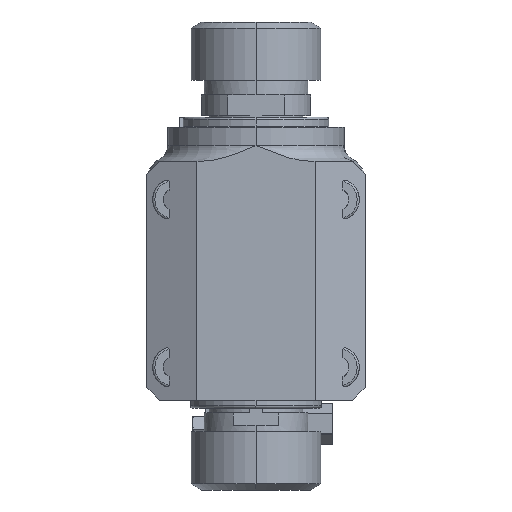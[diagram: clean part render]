
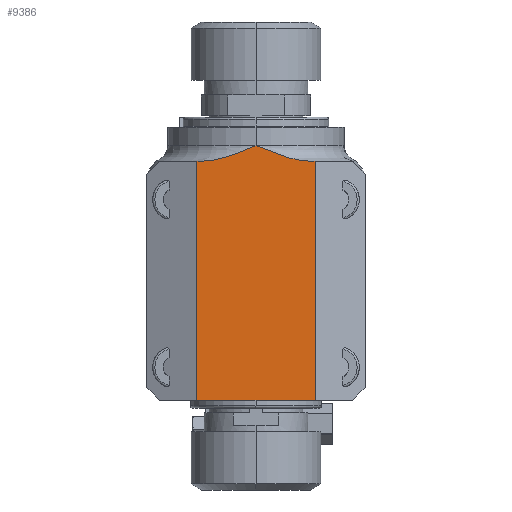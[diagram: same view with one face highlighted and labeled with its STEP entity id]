
A CAD part, left-side view. The second image highlights one B-rep face of the part: STEP entity #9386.
In plain terms, the highlighted planar face has unit normal (-1, 0, 0).
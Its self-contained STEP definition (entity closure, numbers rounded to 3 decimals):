
#2072=DIRECTION('',(0.,1.,0.));
#2073=VECTOR('',#2072,1.628);
#2074=CARTESIAN_POINT('',(-134.,21.071,47.));
#2075=LINE('',#2074,#2073);
#2076=DIRECTION('',(0.,1.,0.));
#2077=VECTOR('',#2076,1.628);
#2078=CARTESIAN_POINT('',(-134.,-22.699,47.));
#2079=LINE('',#2078,#2077);
#2080=DIRECTION('',(0.,0.,1.));
#2081=VECTOR('',#2080,92.);
#2082=CARTESIAN_POINT('',(-134.,-22.699,-45.));
#2083=LINE('',#2082,#2081);
#2084=DIRECTION('',(0.,1.,0.));
#2085=VECTOR('',#2084,45.399);
#2086=CARTESIAN_POINT('',(-134.,-22.699,-45.));
#2087=LINE('',#2086,#2085);
#2088=DIRECTION('',(0.,0.,1.));
#2089=VECTOR('',#2088,92.);
#2090=CARTESIAN_POINT('',(-134.,22.699,-45.));
#2091=LINE('',#2090,#2089);
#2131=CARTESIAN_POINT('',(-134.,21.071,47.));
#2132=CARTESIAN_POINT('',(-134.,20.752,47.));
#2133=CARTESIAN_POINT('',(-134.,20.112,47.014));
#2134=CARTESIAN_POINT('',(-134.,19.142,47.075));
#2135=CARTESIAN_POINT('',(-134.,18.176,47.172));
#2136=CARTESIAN_POINT('',(-134.,17.228,47.299));
#2137=CARTESIAN_POINT('',(-134.,16.293,47.453));
#2138=CARTESIAN_POINT('',(-134.,15.316,47.642));
#2139=CARTESIAN_POINT('',(-134.,14.252,47.878));
#2140=CARTESIAN_POINT('',(-134.,13.051,48.179));
#2141=CARTESIAN_POINT('',(-134.,11.692,48.562));
#2142=CARTESIAN_POINT('',(-134.,10.176,49.035));
#2143=CARTESIAN_POINT('',(-134.,8.504,49.605));
#2144=CARTESIAN_POINT('',(-134.,6.667,50.281));
#2145=CARTESIAN_POINT('',(-134.,4.653,51.069));
#2146=CARTESIAN_POINT('',(-134.,2.45,51.971));
#2147=CARTESIAN_POINT('',(-134.,0.84,52.647));
#2148=CARTESIAN_POINT('',(-134.,0.,53.));
#3684=CARTESIAN_POINT('',(-134.,0.,53.));
#3685=CARTESIAN_POINT('',(-134.,-0.84,52.647));
#3686=CARTESIAN_POINT('',(-134.,-2.45,51.971));
#3687=CARTESIAN_POINT('',(-134.,-4.654,51.069));
#3688=CARTESIAN_POINT('',(-134.,-6.667,50.281));
#3689=CARTESIAN_POINT('',(-134.,-8.504,49.605));
#3690=CARTESIAN_POINT('',(-134.,-10.177,49.035));
#3691=CARTESIAN_POINT('',(-134.,-11.692,48.562));
#3692=CARTESIAN_POINT('',(-134.,-13.052,48.179));
#3693=CARTESIAN_POINT('',(-134.,-14.252,47.878));
#3694=CARTESIAN_POINT('',(-134.,-15.316,47.642));
#3695=CARTESIAN_POINT('',(-134.,-16.294,47.453));
#3696=CARTESIAN_POINT('',(-134.,-17.229,47.299));
#3697=CARTESIAN_POINT('',(-134.,-18.176,47.172));
#3698=CARTESIAN_POINT('',(-134.,-19.142,47.075));
#3699=CARTESIAN_POINT('',(-134.,-20.112,47.014));
#3700=CARTESIAN_POINT('',(-134.,-20.752,47.));
#3701=CARTESIAN_POINT('',(-134.,-21.071,47.));
#6374=CARTESIAN_POINT('',(-134.,-22.699,-45.));
#6375=CARTESIAN_POINT('',(-134.,22.699,-45.));
#6376=VERTEX_POINT('',#6374);
#6377=VERTEX_POINT('',#6375);
#6390=CARTESIAN_POINT('',(-134.,-22.699,47.));
#6391=CARTESIAN_POINT('',(-134.,-21.071,47.));
#6392=VERTEX_POINT('',#6390);
#6393=VERTEX_POINT('',#6391);
#6394=CARTESIAN_POINT('',(-134.,21.071,47.));
#6395=CARTESIAN_POINT('',(-134.,22.699,47.));
#6396=VERTEX_POINT('',#6394);
#6397=VERTEX_POINT('',#6395);
#6398=CARTESIAN_POINT('',(-134.,0.,53.));
#6399=VERTEX_POINT('',#6398);
#9368=CARTESIAN_POINT('',(-134.,0.,0.));
#9369=DIRECTION('',(1.,0.,0.));
#9370=DIRECTION('',(0.,1.,0.));
#9371=AXIS2_PLACEMENT_3D('',#9368,#9369,#9370);
#9372=PLANE('',#9371);
#9373=ORIENTED_EDGE('',*,*,#8326,.F.);
#9375=ORIENTED_EDGE('',*,*,#9374,.T.);
#9377=ORIENTED_EDGE('',*,*,#9376,.T.);
#9378=ORIENTED_EDGE('',*,*,#8366,.F.);
#9380=ORIENTED_EDGE('',*,*,#9379,.F.);
#9382=ORIENTED_EDGE('',*,*,#9381,.T.);
#9383=ORIENTED_EDGE('',*,*,#9235,.T.);
#9384=EDGE_LOOP('',(#9373,#9375,#9377,#9378,#9380,#9382,#9383));
#9385=FACE_OUTER_BOUND('',#9384,.F.);
#9386=ADVANCED_FACE('',(#9385),#9372,.F.);
#2149=B_SPLINE_CURVE_WITH_KNOTS('',3,(#2131,#2132,#2133,#2134,#2135,#2136,#2137,
#2138,#2139,#2140,#2141,#2142,#2143,#2144,#2145,#2146,#2147,#2148),
.UNSPECIFIED.,.F.,.F.,(4,1,1,1,1,1,1,1,1,1,1,1,1,1,1,4),(0.,0.067,
0.133,0.2,0.267,0.333,0.4,
0.467,0.533,0.6,0.667,0.733,
0.8,0.867,0.933,1.),.UNSPECIFIED.);
#3702=B_SPLINE_CURVE_WITH_KNOTS('',3,(#3684,#3685,#3686,#3687,#3688,#3689,#3690,
#3691,#3692,#3693,#3694,#3695,#3696,#3697,#3698,#3699,#3700,#3701),
.UNSPECIFIED.,.F.,.F.,(4,1,1,1,1,1,1,1,1,1,1,1,1,1,1,4),(0.,0.067,
0.133,0.2,0.267,0.333,0.4,
0.467,0.533,0.6,0.667,0.733,
0.8,0.867,0.933,1.),.UNSPECIFIED.);
#8326=EDGE_CURVE('',#6396,#6397,#2075,.T.);
#8366=EDGE_CURVE('',#6392,#6393,#2079,.T.);
#9235=EDGE_CURVE('',#6377,#6397,#2091,.T.);
#9374=EDGE_CURVE('',#6396,#6399,#2149,.T.);
#9376=EDGE_CURVE('',#6399,#6393,#3702,.T.);
#9379=EDGE_CURVE('',#6376,#6392,#2083,.T.);
#9381=EDGE_CURVE('',#6376,#6377,#2087,.T.);
